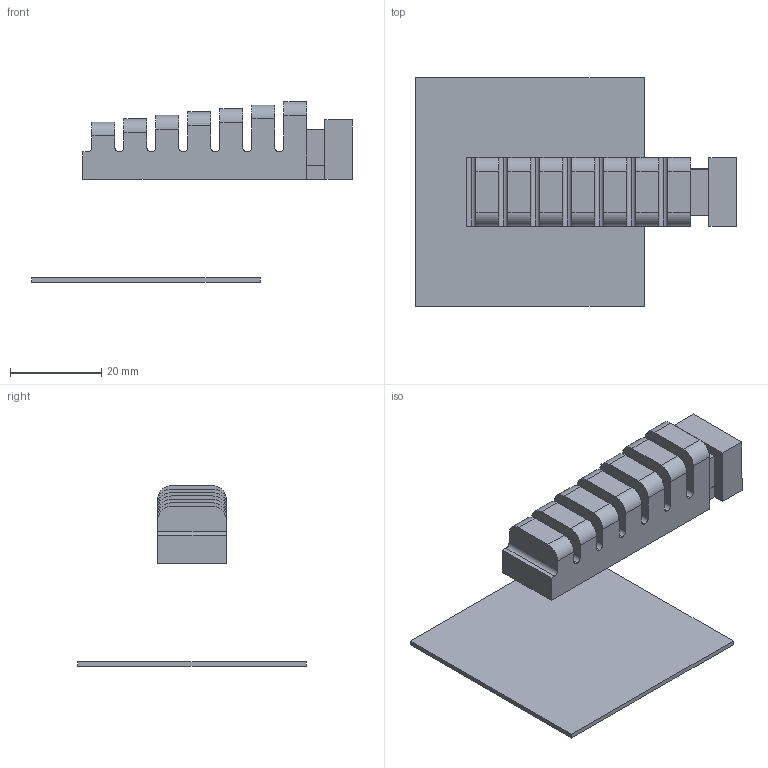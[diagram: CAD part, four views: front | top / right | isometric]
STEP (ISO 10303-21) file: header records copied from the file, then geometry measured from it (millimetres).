
FILE_DESCRIPTION (( 'STEP AP214' ), '1' );
FILE_NAME ('dito+piano.STEP', '2024-03-23T18:56:51', ( '' ), ( '' ), 'SwSTEP 2.0', 'SolidWorks 2022', '' );
FILE_SCHEMA (( 'AUTOMOTIVE_DESIGN' ));
Length unit declared in the file: millimetre
Products named in the file (3): finger1; dito+piano; Piano
Assembly tree (2 placements, depth 2):
  dito+piano
    finger1
    Piano
Bounding box: 70.19 x 50 x 39.53 mm (x, y, z)
Volume: 10703.1 mm3; surface area: 12869.7 mm2
Topology: 2 solids, 2 shells, 146 faces, 423 edges, 282 vertices
Faces by surface type: plane 105, cylinder 41
Entity records: 6373 total; most frequent: CARTESIAN_POINT 856, ORIENTED_EDGE 846, DIRECTION 807, EDGE_CURVE 423, LINE 341, VECTOR 341, VERTEX_POINT 282, AXIS2_PLACEMENT_3D 233
